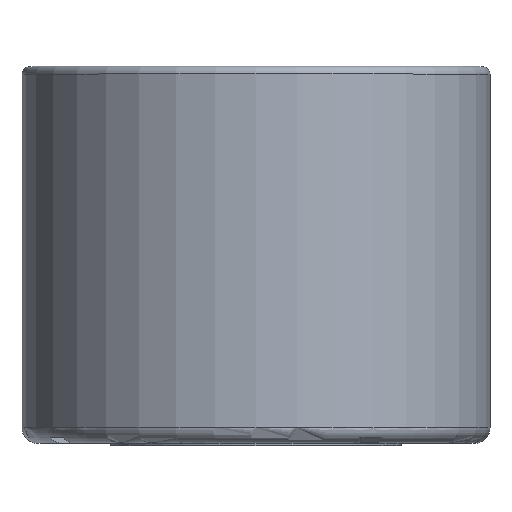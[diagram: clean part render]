
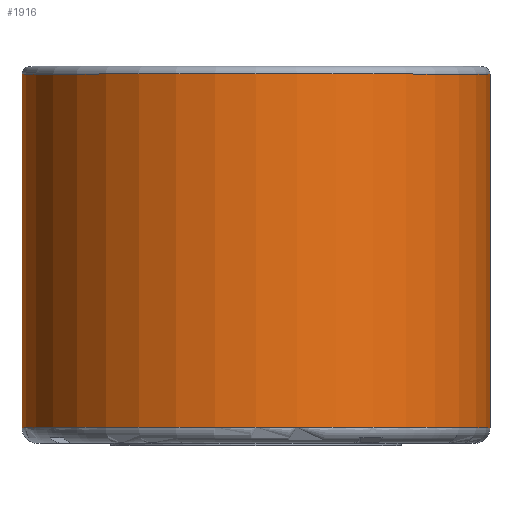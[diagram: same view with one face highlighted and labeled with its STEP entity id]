
A CAD part, top view. The second image highlights one B-rep face of the part: STEP entity #1916.
In plain terms, the highlighted cylindrical face has radius 22.987 mm (diameter 45.974 mm), a partial arc.
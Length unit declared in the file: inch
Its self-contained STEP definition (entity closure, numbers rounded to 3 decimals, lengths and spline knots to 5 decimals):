
#64=CARTESIAN_POINT('',(-0.83,-0.03,0.));
#65=DIRECTION('',(0.,-1.,0.));
#66=DIRECTION('',(1.,0.,0.));
#67=AXIS2_PLACEMENT_3D('',#64,#65,#66);
#69=DIRECTION('',(0.,1.,0.));
#70=VECTOR('',#69,1.367);
#71=CARTESIAN_POINT('',(0.075,-1.397,0.));
#72=LINE('',#71,#70);
#73=DIRECTION('',(0.,1.,0.));
#74=VECTOR('',#73,1.367);
#75=CARTESIAN_POINT('',(-1.735,-1.397,0.));
#76=LINE('',#75,#74);
#509=CARTESIAN_POINT('',(-0.83,-1.397,0.));
#510=DIRECTION('',(0.,-1.,0.));
#511=DIRECTION('',(1.,0.,0.));
#512=AXIS2_PLACEMENT_3D('',#509,#510,#511);
#1400=CARTESIAN_POINT('',(0.075,-0.03,0.));
#1401=CARTESIAN_POINT('',(-1.735,-0.03,0.));
#1402=VERTEX_POINT('',#1400);
#1403=VERTEX_POINT('',#1401);
#1412=CARTESIAN_POINT('',(0.075,-1.397,0.));
#1413=CARTESIAN_POINT('',(-1.735,-1.397,0.));
#1414=VERTEX_POINT('',#1412);
#1415=VERTEX_POINT('',#1413);
#1902=CARTESIAN_POINT('',(-0.83,-1.52985,0.));
#1903=DIRECTION('',(0.,1.,0.));
#1904=DIRECTION('',(1.,0.,0.));
#1905=AXIS2_PLACEMENT_3D('',#1902,#1903,#1904);
#1906=CYLINDRICAL_SURFACE('',#1905,0.905);
#1908=ORIENTED_EDGE('',*,*,#1907,.F.);
#1910=ORIENTED_EDGE('',*,*,#1909,.T.);
#1912=ORIENTED_EDGE('',*,*,#1911,.T.);
#1913=ORIENTED_EDGE('',*,*,#1896,.F.);
#1914=EDGE_LOOP('',(#1908,#1910,#1912,#1913));
#1915=FACE_OUTER_BOUND('',#1914,.F.);
#1916=ADVANCED_FACE('',(#1915),#1906,.T.);
#68=CIRCLE('',#67,0.905);
#513=CIRCLE('',#512,0.905);
#1896=EDGE_CURVE('',#1402,#1403,#68,.T.);
#1907=EDGE_CURVE('',#1414,#1402,#72,.T.);
#1909=EDGE_CURVE('',#1414,#1415,#513,.T.);
#1911=EDGE_CURVE('',#1415,#1403,#76,.T.);
